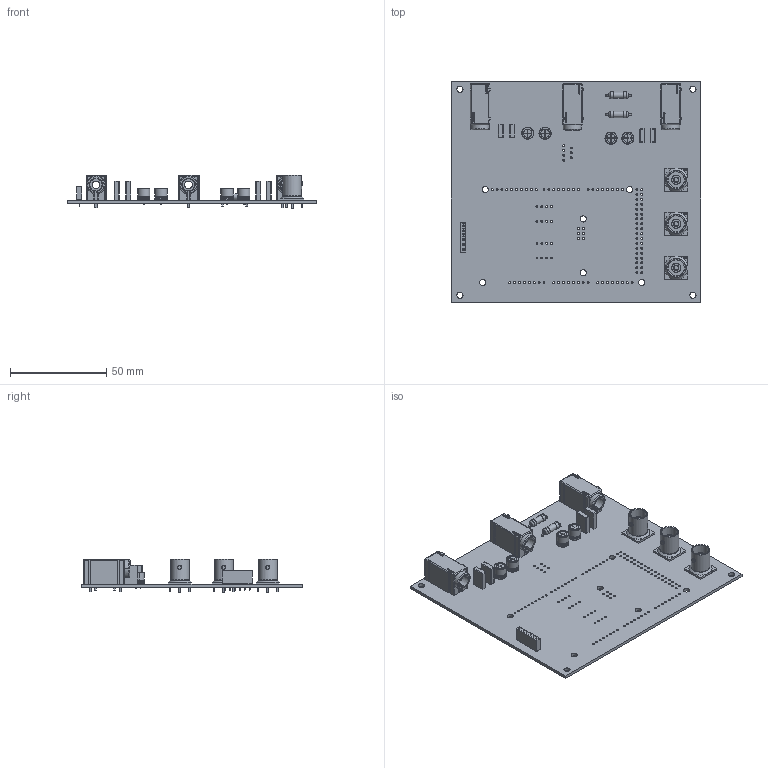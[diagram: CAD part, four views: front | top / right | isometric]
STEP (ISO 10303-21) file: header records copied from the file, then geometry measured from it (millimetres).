
FILE_DESCRIPTION(('KiCad electronic assembly'),'2;1');
FILE_NAME('V2_rampGen.step','2024-05-09T02:29:19',('Pcbnew'),('Kicad'), 'Open CASCADE STEP processor 7.7','KiCad to STEP converter','Unknown' );
FILE_SCHEMA(('AUTOMOTIVE_DESIGN { 1 0 10303 214 1 1 1 1 }'));
Length unit declared in the file: millimetre
Products named in the file (14): V2_rampGen 1; C_Rect_L7.0mm_W2.5mm_P5.00mm; C_Rect_L70mm_W25mm_P500mm; Conn_Multicomp_24_243_1_eec; 24.243.1; R_Axial_DIN0411_L9.9mm_D3.6mm_P12.70mm_Horizontal; R_Axial_DIN0411_L99mm_D36mm_P1270mm_Horizontal; CP_Radial_D6.3mm_P2.50mm; CP_Radial_D63mm_P250mm; Conn_TE_Connectivity_1-1337445-0_eec; 1-1337445-0; PinSocket_1x06_P2.54mm_Vertical; PinSocket_1x06_P254mm_Vertical; V2_rampGen_PCB
Assembly tree (24 placements, depth 3):
  V2_rampGen 1
    C_Rect_L7.0mm_W2.5mm_P5.00mm  x4
      C_Rect_L70mm_W25mm_P500mm
    Conn_Multicomp_24_243_1_eec  x3
      24.243.1
    R_Axial_DIN0411_L9.9mm_D3.6mm_P12.70mm_Horizontal  x2
      R_Axial_DIN0411_L99mm_D36mm_P1270mm_Horizontal
    CP_Radial_D6.3mm_P2.50mm  x4
      CP_Radial_D63mm_P250mm
    Conn_TE_Connectivity_1-1337445-0_eec  x3
      1-1337445-0
    PinSocket_1x06_P2.54mm_Vertical
      PinSocket_1x06_P254mm_Vertical
    V2_rampGen_PCB
Bounding box: 129.54 x 114.3 x 17.58 mm (x, y, z)
Volume: 34770.2 mm3; surface area: 43288.2 mm2
Topology: 141 solids, 145 shells, 3836 faces, 9801 edges, 6306 vertices
Faces by surface type: plane 1595, bspline 1246, cylinder 677, torus 199, sphere 97, revolution 16, cone 6
Full cylindrical faces by diameter (mm): 0.5 x16, 0.8 x24, 0.9 x8, 0.991 x8, 1 x16, 1.016 x92, 1.1 x3, 1.2 x16, 1.736 x6, 1.95 x6, 1.98 x6, 2.135 x3, 2.297 x6, 2.833 x6, 3.2 x10, 3.24 x2, 3.6 x4, 3.616 x6, 4.72 x3, 8.3 x3, 9.65 x3
Entity records: 55657 total; most frequent: CARTESIAN_POINT 17646, ORIENTED_EDGE 7804, DIRECTION 6357, EDGE_CURVE 3902, VERTEX_POINT 2530, LINE 2195, VECTOR 2195, AXIS2_PLACEMENT_3D 2079
